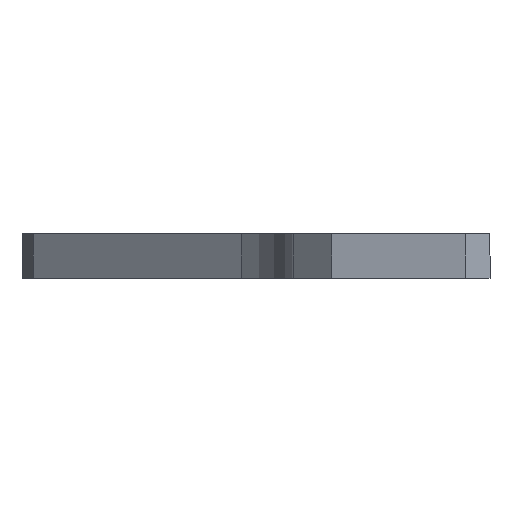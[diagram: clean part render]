
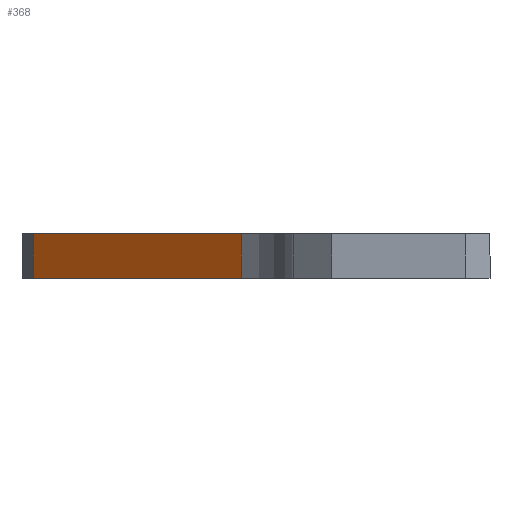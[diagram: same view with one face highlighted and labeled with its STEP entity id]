
A CAD part, left-side view. The second image highlights one B-rep face of the part: STEP entity #368.
In plain terms, the highlighted planar face has unit normal (-0.766, 0.643, 0).
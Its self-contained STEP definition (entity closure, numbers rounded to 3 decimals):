
#2 = VERTEX_POINT ( 'NONE', #104 ) ;
#9 = VERTEX_POINT ( 'NONE', #101 ) ;
#15 = VERTEX_POINT ( 'NONE', #109 ) ;
#45 = DIRECTION ( 'NONE',  ( 0., 0., 1. ) ) ;
#51 = CARTESIAN_POINT ( 'NONE',  ( 19.997, 3.572, 3. ) ) ;
#74 = CARTESIAN_POINT ( 'NONE',  ( 19.997, 3.572, 3. ) ) ;
#101 = CARTESIAN_POINT ( 'NONE',  ( 19.997, 3.572, 0. ) ) ;
#104 = CARTESIAN_POINT ( 'NONE',  ( 31.891, 17.747, 0. ) ) ;
#109 = CARTESIAN_POINT ( 'NONE',  ( 31.891, 17.747, 3. ) ) ;
#163 = DIRECTION ( 'NONE',  ( 0.643, 0.766, 0. ) ) ;
#169 = DIRECTION ( 'NONE',  ( 0.766, -0.643, 0. ) ) ;
#185 = CARTESIAN_POINT ( 'NONE',  ( 17., 0., 3. ) ) ;
#205 = PLANE ( 'NONE',  #489 ) ;
#273 = DIRECTION ( 'NONE',  ( -0.643, -0.766, 0. ) ) ;
#280 = CARTESIAN_POINT ( 'NONE',  ( 17., 0., 3. ) ) ;
#303 = DIRECTION ( 'NONE',  ( -0.643, -0.766, 0. ) ) ;
#312 = CARTESIAN_POINT ( 'NONE',  ( 17., 0., 0. ) ) ;
#348 = CARTESIAN_POINT ( 'NONE',  ( 31.891, 17.747, 3. ) ) ;
#350 = DIRECTION ( 'NONE',  ( 0., 0., -1. ) ) ;
#368 = ADVANCED_FACE ( 'NONE', ( #685 ), #205, .F. ) ;
#403 = EDGE_CURVE ( 'NONE', #15, #815, #720, .T. ) ;
#427 = EDGE_CURVE ( 'NONE', #2, #9, #786, .T. ) ;
#445 = EDGE_CURVE ( 'NONE', #15, #2, #832, .T. ) ;
#479 = EDGE_CURVE ( 'NONE', #9, #815, #833, .T. ) ;
#489 = AXIS2_PLACEMENT_3D ( 'NONE', #185, #169, #163 ) ;
#515 = EDGE_LOOP ( 'NONE', ( #568, #591, #572, #576 ) ) ;
#568 = ORIENTED_EDGE ( 'NONE', *, *, #403, .F. ) ;
#572 = ORIENTED_EDGE ( 'NONE', *, *, #427, .T. ) ;
#576 = ORIENTED_EDGE ( 'NONE', *, *, #479, .T. ) ;
#591 = ORIENTED_EDGE ( 'NONE', *, *, #445, .T. ) ;
#685 = FACE_OUTER_BOUND ( 'NONE', #515, .T. ) ;
#720 = LINE ( 'NONE', #280, #724 ) ;
#724 = VECTOR ( 'NONE', #273, 1000. ) ;
#786 = LINE ( 'NONE', #312, #787 ) ;
#787 = VECTOR ( 'NONE', #303, 1000. ) ;
#815 = VERTEX_POINT ( 'NONE', #51 ) ;
#823 = VECTOR ( 'NONE', #350, 1000. ) ;
#832 = LINE ( 'NONE', #348, #823 ) ;
#833 = LINE ( 'NONE', #74, #859 ) ;
#859 = VECTOR ( 'NONE', #45, 1000. ) ;
